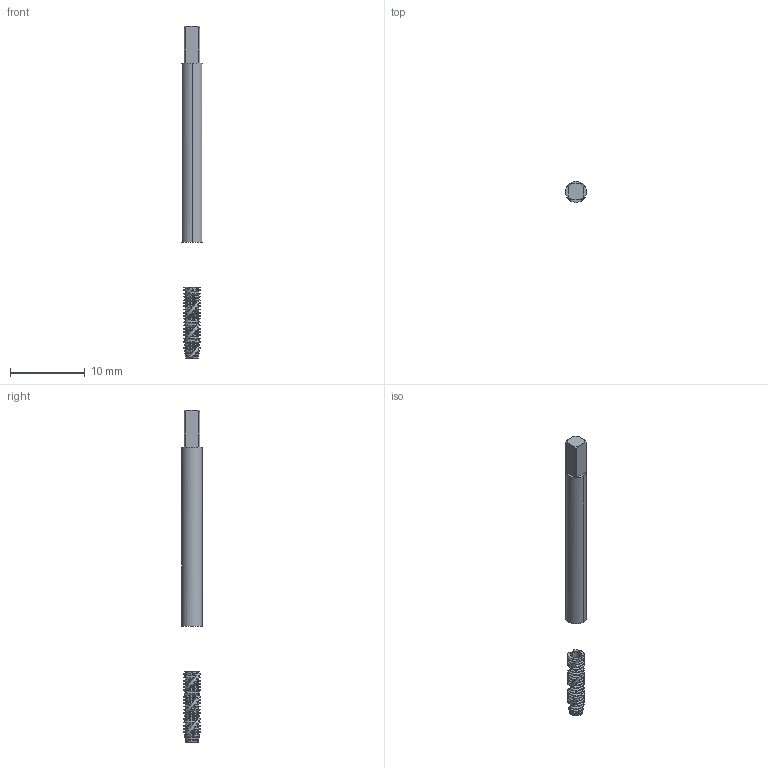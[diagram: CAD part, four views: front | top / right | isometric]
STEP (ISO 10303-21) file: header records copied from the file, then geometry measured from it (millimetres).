
FILE_DESCRIPTION(('no description'),'unknown implementation level');
FILE_NAME('solid7J5re6FZvUojpnmbwK7MiLOk8s8_1.STP',' ',('CIM GmbH Aachen'),('CADClick - KiM GmbH - www.kimweb.de'),'unknown preprocess','ACIS','unknown authorization');
FILE_SCHEMA(('automotive_design'));
Length unit declared in the file: millimetre
Products named in the file (2): 1; 2
Bounding box: 2.8 x 2.8 x 44.5 mm (x, y, z)
Volume: 180 mm3; surface area: 401.7 mm2
Topology: 2 solids, 2 shells, 364 faces, 1005 edges, 644 vertices
Faces by surface type: cone 180, cylinder 166, plane 16, bspline 2
Entity records: 26538 total; most frequent: CARTESIAN_POINT 6502, STYLED_ITEM 2015, PRESENTATION_STYLE_ASSIGNMENT 2015, COLOUR_RGB 2015, ORIENTED_EDGE 2010, DIRECTION 1745, EDGE_CURVE 1005, CURVE_STYLE 1005
